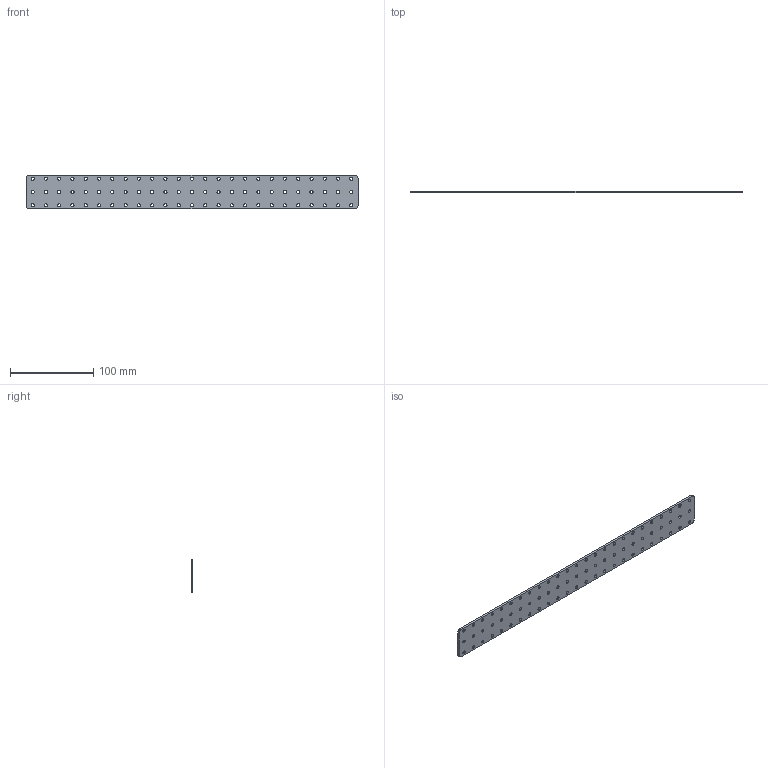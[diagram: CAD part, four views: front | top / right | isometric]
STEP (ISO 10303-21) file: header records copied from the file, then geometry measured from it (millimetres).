
FILE_DESCRIPTION (( 'STEP AP203' ), '1' );
FILE_NAME ('am-4758 3X25 Grid Plate.STEP', '2022-07-05T14:37:03', ( '' ), ( '' ), 'SwSTEP 2.0', 'SolidWorks 2021', '' );
FILE_SCHEMA (( 'CONFIG_CONTROL_DESIGN' ));
Length unit declared in the file: inch
Products named in the file (1): am-4758 3X25 Grid Plate
Bounding box: 400 x 2.29 x 40 mm (x, y, z)
Volume: 34614.5 mm3; surface area: 34328.5 mm2
Topology: 1 solids, 1 shells, 160 faces, 474 edges, 316 vertices
Faces by surface type: cylinder 154, plane 6
Entity records: 5925 total; most frequent: DIRECTION 1104, CARTESIAN_POINT 951, ORIENTED_EDGE 948, EDGE_CURVE 474, AXIS2_PLACEMENT_3D 469, VERTEX_POINT 316, EDGE_LOOP 310, CIRCLE 308
